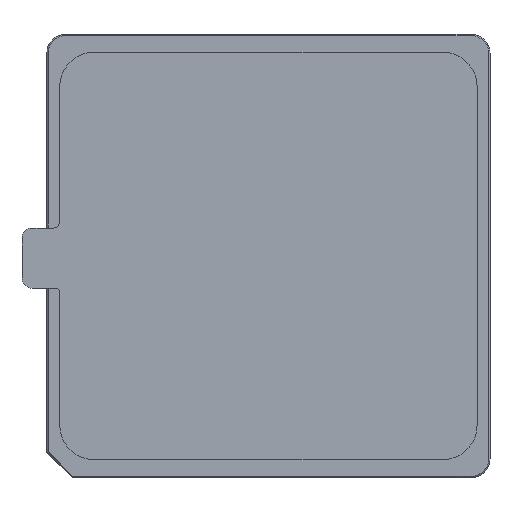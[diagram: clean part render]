
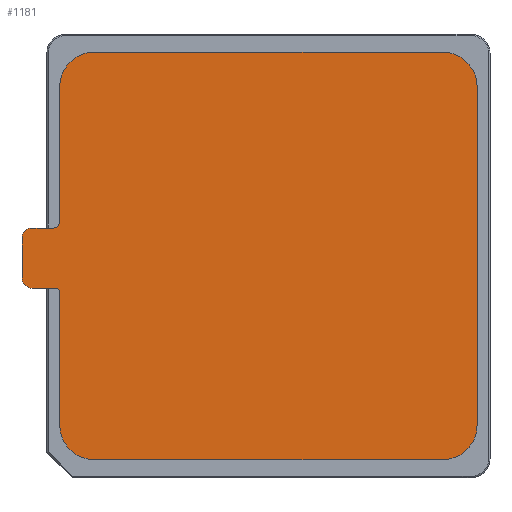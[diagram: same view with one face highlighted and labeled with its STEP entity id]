
A CAD part, top view. The second image highlights one B-rep face of the part: STEP entity #1181.
In plain terms, the highlighted planar face has unit normal (0, 0, 1).
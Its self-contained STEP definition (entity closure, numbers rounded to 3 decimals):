
#46=CIRCLE('',#1242,2.75);
#47=CIRCLE('',#1245,0.482);
#48=CIRCLE('',#1248,0.776);
#49=CIRCLE('',#1251,0.832);
#50=CIRCLE('',#1254,0.356);
#51=CIRCLE('',#1257,2.75);
#52=CIRCLE('',#1260,2.75);
#53=CIRCLE('',#1263,2.75);
#289=ORIENTED_EDGE('',*,*,#392,.T.);
#290=ORIENTED_EDGE('',*,*,#395,.T.);
#291=ORIENTED_EDGE('',*,*,#397,.T.);
#292=ORIENTED_EDGE('',*,*,#399,.T.);
#293=ORIENTED_EDGE('',*,*,#401,.T.);
#294=ORIENTED_EDGE('',*,*,#403,.T.);
#295=ORIENTED_EDGE('',*,*,#405,.T.);
#296=ORIENTED_EDGE('',*,*,#407,.T.);
#297=ORIENTED_EDGE('',*,*,#409,.T.);
#298=ORIENTED_EDGE('',*,*,#411,.T.);
#299=ORIENTED_EDGE('',*,*,#413,.T.);
#300=ORIENTED_EDGE('',*,*,#415,.T.);
#301=ORIENTED_EDGE('',*,*,#417,.T.);
#302=ORIENTED_EDGE('',*,*,#419,.T.);
#303=ORIENTED_EDGE('',*,*,#421,.T.);
#304=ORIENTED_EDGE('',*,*,#422,.T.);
#392=EDGE_CURVE('',#484,#483,#563,.T.);
#395=EDGE_CURVE('',#483,#485,#46,.T.);
#397=EDGE_CURVE('',#485,#486,#567,.T.);
#399=EDGE_CURVE('',#486,#487,#47,.T.);
#401=EDGE_CURVE('',#487,#488,#570,.T.);
#403=EDGE_CURVE('',#488,#489,#48,.T.);
#405=EDGE_CURVE('',#489,#490,#573,.T.);
#407=EDGE_CURVE('',#490,#491,#49,.T.);
#409=EDGE_CURVE('',#491,#492,#576,.T.);
#411=EDGE_CURVE('',#492,#493,#50,.T.);
#413=EDGE_CURVE('',#493,#494,#579,.T.);
#415=EDGE_CURVE('',#494,#495,#51,.T.);
#417=EDGE_CURVE('',#495,#496,#582,.T.);
#419=EDGE_CURVE('',#496,#497,#52,.T.);
#421=EDGE_CURVE('',#497,#498,#585,.T.);
#422=EDGE_CURVE('',#498,#484,#53,.T.);
#483=VERTEX_POINT('',#1689);
#484=VERTEX_POINT('',#1691);
#485=VERTEX_POINT('',#1695);
#486=VERTEX_POINT('',#1699);
#487=VERTEX_POINT('',#1703);
#488=VERTEX_POINT('',#1707);
#489=VERTEX_POINT('',#1711);
#490=VERTEX_POINT('',#1715);
#491=VERTEX_POINT('',#1719);
#492=VERTEX_POINT('',#1723);
#493=VERTEX_POINT('',#1727);
#494=VERTEX_POINT('',#1731);
#495=VERTEX_POINT('',#1735);
#496=VERTEX_POINT('',#1739);
#497=VERTEX_POINT('',#1743);
#498=VERTEX_POINT('',#1747);
#563=LINE('',#1690,#650);
#567=LINE('',#1700,#654);
#570=LINE('',#1708,#657);
#573=LINE('',#1716,#660);
#576=LINE('',#1724,#663);
#579=LINE('',#1732,#666);
#582=LINE('',#1740,#669);
#585=LINE('',#1748,#672);
#650=VECTOR('',#1439,1000.);
#654=VECTOR('',#1449,1000.);
#657=VECTOR('',#1458,1000.);
#660=VECTOR('',#1467,1000.);
#663=VECTOR('',#1476,1000.);
#666=VECTOR('',#1485,1000.);
#669=VECTOR('',#1494,1000.);
#672=VECTOR('',#1503,1000.);
#722=EDGE_LOOP('',(#289,#290,#291,#292,#293,#294,#295,#296,#297,#298,#299,
#300,#301,#302,#303,#304));
#772=FACE_BOUND('',#722,.T.);
#801=PLANE('',#1264);
#1181=ADVANCED_FACE('',(#772),#801,.T.);
#1242=AXIS2_PLACEMENT_3D('',#1696,#1444,#1445);
#1245=AXIS2_PLACEMENT_3D('',#1704,#1453,#1454);
#1248=AXIS2_PLACEMENT_3D('',#1712,#1462,#1463);
#1251=AXIS2_PLACEMENT_3D('',#1720,#1471,#1472);
#1254=AXIS2_PLACEMENT_3D('',#1728,#1480,#1481);
#1257=AXIS2_PLACEMENT_3D('',#1736,#1489,#1490);
#1260=AXIS2_PLACEMENT_3D('',#1744,#1498,#1499);
#1263=AXIS2_PLACEMENT_3D('',#1750,#1506,#1507);
#1264=AXIS2_PLACEMENT_3D('',#1751,#1508,#1509);
#1439=DIRECTION('',(-1.,0.,0.));
#1444=DIRECTION('',(0.,0.,1.));
#1445=DIRECTION('',(1.,0.,0.));
#1449=DIRECTION('',(0.,-1.,0.));
#1453=DIRECTION('',(0.,0.,-1.));
#1454=DIRECTION('',(1.,0.,0.));
#1458=DIRECTION('',(-1.,0.,0.));
#1462=DIRECTION('',(0.,0.,1.));
#1463=DIRECTION('',(1.,0.,0.));
#1467=DIRECTION('',(0.,-1.,0.));
#1471=DIRECTION('',(0.,0.,1.));
#1472=DIRECTION('',(1.,0.,0.));
#1476=DIRECTION('',(1.,0.,0.));
#1480=DIRECTION('',(0.,0.,-1.));
#1481=DIRECTION('',(-1.,0.,0.));
#1485=DIRECTION('',(0.,-1.,0.));
#1489=DIRECTION('',(0.,0.,1.));
#1490=DIRECTION('',(1.,0.,0.));
#1494=DIRECTION('',(1.,0.,0.));
#1498=DIRECTION('',(0.,0.,1.));
#1499=DIRECTION('',(-1.,0.,0.));
#1503=DIRECTION('',(0.,1.,0.));
#1506=DIRECTION('',(0.,0.,1.));
#1507=DIRECTION('',(1.,0.,0.));
#1508=DIRECTION('',(0.,0.,1.));
#1509=DIRECTION('',(1.,0.,0.));
#1689=CARTESIAN_POINT('',(-13.737,16.097,2.35));
#1690=CARTESIAN_POINT('',(13.737,16.097,2.35));
#1691=CARTESIAN_POINT('',(13.737,16.097,2.35));
#1695=CARTESIAN_POINT('',(-16.487,13.347,2.35));
#1696=CARTESIAN_POINT('',(-13.737,13.347,2.35));
#1699=CARTESIAN_POINT('',(-16.487,2.689,2.35));
#1700=CARTESIAN_POINT('',(-16.487,13.347,2.35));
#1703=CARTESIAN_POINT('',(-16.969,2.207,2.35));
#1704=CARTESIAN_POINT('',(-16.969,2.689,2.35));
#1707=CARTESIAN_POINT('',(-18.684,2.207,2.35));
#1708=CARTESIAN_POINT('',(-16.969,2.207,2.35));
#1711=CARTESIAN_POINT('',(-19.461,1.43,2.35));
#1712=CARTESIAN_POINT('',(-18.684,1.43,2.35));
#1715=CARTESIAN_POINT('',(-19.461,-1.723,2.35));
#1716=CARTESIAN_POINT('',(-19.461,1.43,2.35));
#1719=CARTESIAN_POINT('',(-18.629,-2.555,2.35));
#1720=CARTESIAN_POINT('',(-18.629,-1.723,2.35));
#1723=CARTESIAN_POINT('',(-16.843,-2.555,2.35));
#1724=CARTESIAN_POINT('',(-18.629,-2.555,2.35));
#1727=CARTESIAN_POINT('',(-16.487,-2.911,2.35));
#1728=CARTESIAN_POINT('',(-16.843,-2.911,2.35));
#1731=CARTESIAN_POINT('',(-16.487,-13.347,2.35));
#1732=CARTESIAN_POINT('',(-16.487,-13.347,2.35));
#1735=CARTESIAN_POINT('',(-13.737,-16.097,2.35));
#1736=CARTESIAN_POINT('',(-13.737,-13.347,2.35));
#1739=CARTESIAN_POINT('',(13.737,-16.097,2.35));
#1740=CARTESIAN_POINT('',(-13.737,-16.097,2.35));
#1743=CARTESIAN_POINT('',(16.487,-13.347,2.35));
#1744=CARTESIAN_POINT('',(13.737,-13.347,2.35));
#1747=CARTESIAN_POINT('',(16.487,13.347,2.35));
#1748=CARTESIAN_POINT('',(16.487,-13.347,2.35));
#1750=CARTESIAN_POINT('',(13.737,13.347,2.35));
#1751=CARTESIAN_POINT('',(-13.737,13.347,2.35));
